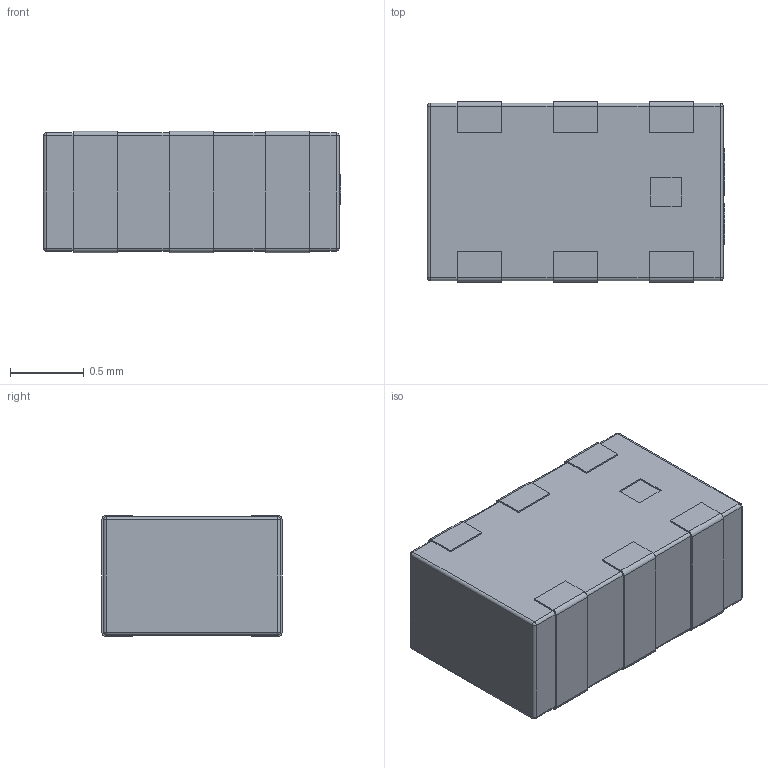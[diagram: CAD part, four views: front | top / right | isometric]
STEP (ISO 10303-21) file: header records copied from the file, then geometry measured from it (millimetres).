
FILE_DESCRIPTION (( 'STEP AP214' ), '1' );
FILE_NAME ('FILTER-SMD_0805-6P-L2.0-W1.2-H0.8-BL.step', '2022-06-24T02:45:58', ( '' ), ( '' ), 'SwSTEP 2.0', 'SolidWorks 2020', '' );
FILE_SCHEMA (( 'AUTOMOTIVE_DESIGN' ));
Length unit declared in the file: millimetre
Products named in the file (1): FILTER-SMD_0805-6P-L2.0-W1.2-H0.8-BL
Bounding box: 2.01 x 1.22 x 0.82 mm (x, y, z)
Volume: 1.9 mm3; surface area: 10.1 mm2
Topology: 1 solids, 1 shells, 386 faces, 1055 edges, 690 vertices
Faces by surface type: plane 230, bspline 112, cylinder 36, sphere 8
Entity records: 17523 total; most frequent: CARTESIAN_POINT 4228, ORIENTED_EDGE 2094, DIRECTION 1441, EDGE_CURVE 1047, LINE 747, VECTOR 747, VERTEX_POINT 690, EDGE_LOOP 413
